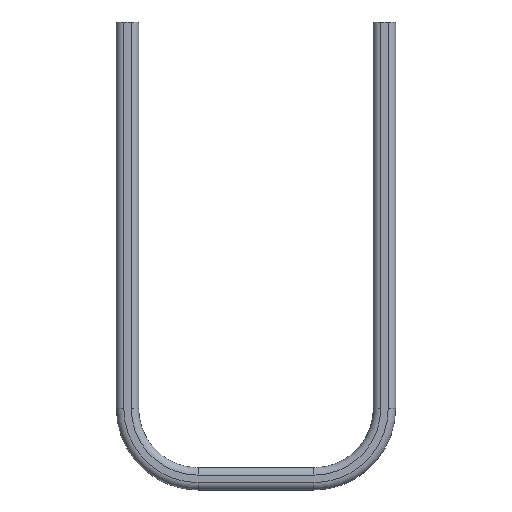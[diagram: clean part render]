
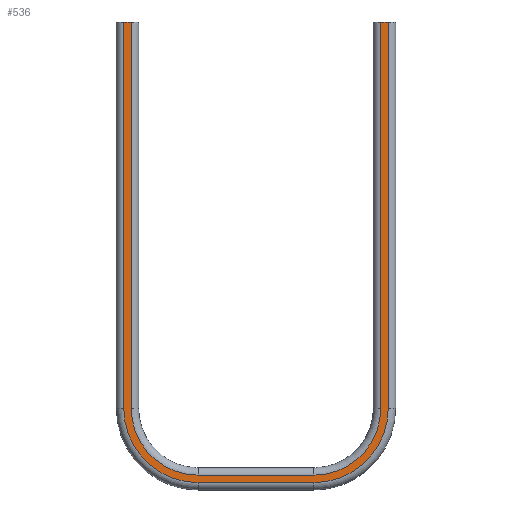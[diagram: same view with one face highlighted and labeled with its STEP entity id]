
A CAD part, front view. The second image highlights one B-rep face of the part: STEP entity #536.
In plain terms, the highlighted planar face has unit normal (0, -1, 0).
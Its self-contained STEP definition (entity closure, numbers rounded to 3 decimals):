
#9 = VERTEX_POINT ( 'NONE', #786 ) ;
#21 = ORIENTED_EDGE ( 'NONE', *, *, #567, .T. ) ;
#35 = EDGE_CURVE ( 'NONE', #868, #531, #335, .T. ) ;
#52 = LINE ( 'NONE', #1022, #900 ) ;
#62 = DIRECTION ( 'NONE',  ( 0., -1., 0. ) ) ;
#68 = LINE ( 'NONE', #553, #119 ) ;
#90 = CARTESIAN_POINT ( 'NONE',  ( 1.95, 0., -7.75 ) ) ;
#96 = DIRECTION ( 'NONE',  ( 0., 0., 1. ) ) ;
#100 = VERTEX_POINT ( 'NONE', #1048 ) ;
#106 = DIRECTION ( 'NONE',  ( 0., 0., -1. ) ) ;
#108 = VERTEX_POINT ( 'NONE', #236 ) ;
#111 = VERTEX_POINT ( 'NONE', #230 ) ;
#113 = CARTESIAN_POINT ( 'NONE',  ( 4.2, 0., 7.5 ) ) ;
#118 = VECTOR ( 'NONE', #387, 1000. ) ;
#119 = VECTOR ( 'NONE', #873, 1000. ) ;
#131 = CARTESIAN_POINT ( 'NONE',  ( -1.95, 0., -5.5 ) ) ;
#139 = CIRCLE ( 'NONE', #1000, 2.5 ) ;
#141 = ORIENTED_EDGE ( 'NONE', *, *, #937, .T. ) ;
#157 = AXIS2_PLACEMENT_3D ( 'NONE', #1038, #955, #394 ) ;
#176 = CARTESIAN_POINT ( 'NONE',  ( 4.45, 0., 7.5 ) ) ;
#204 = AXIS2_PLACEMENT_3D ( 'NONE', #622, #1024, #297 ) ;
#210 = LINE ( 'NONE', #538, #982 ) ;
#228 = LINE ( 'NONE', #550, #118 ) ;
#230 = CARTESIAN_POINT ( 'NONE',  ( -4.45, 0., -5.5 ) ) ;
#236 = CARTESIAN_POINT ( 'NONE',  ( -4.45, 0., 7.5 ) ) ;
#245 = LINE ( 'NONE', #582, #591 ) ;
#247 = LINE ( 'NONE', #1005, #562 ) ;
#249 = EDGE_LOOP ( 'NONE', ( #378, #940, #977, #21, #287, #346, #259, #841, #1021, #141, #509, #825 ) ) ;
#259 = ORIENTED_EDGE ( 'NONE', *, *, #757, .F. ) ;
#263 = EDGE_CURVE ( 'NONE', #108, #111, #245, .T. ) ;
#287 = ORIENTED_EDGE ( 'NONE', *, *, #621, .T. ) ;
#288 = CIRCLE ( 'NONE', #157, 2.5 ) ;
#297 = DIRECTION ( 'NONE',  ( 0., 0., -1. ) ) ;
#330 = LINE ( 'NONE', #176, #630 ) ;
#335 = CIRCLE ( 'NONE', #473, 2.25 ) ;
#346 = ORIENTED_EDGE ( 'NONE', *, *, #664, .T. ) ;
#378 = ORIENTED_EDGE ( 'NONE', *, *, #984, .F. ) ;
#387 = DIRECTION ( 'NONE',  ( 1., 0., 0. ) ) ;
#394 = DIRECTION ( 'NONE',  ( 0., 0., -1. ) ) ;
#427 = CARTESIAN_POINT ( 'NONE',  ( 4.2, 0., -5.5 ) ) ;
#436 = CARTESIAN_POINT ( 'NONE',  ( 4.45, 0., -5.5 ) ) ;
#444 = CARTESIAN_POINT ( 'NONE',  ( 4.2, 0., -5.5 ) ) ;
#453 = DIRECTION ( 'NONE',  ( 0., 0., 1. ) ) ;
#454 = FACE_OUTER_BOUND ( 'NONE', #249, .T. ) ;
#457 = VERTEX_POINT ( 'NONE', #528 ) ;
#462 = CARTESIAN_POINT ( 'NONE',  ( 1.95, 0., -5.5 ) ) ;
#464 = DIRECTION ( 'NONE',  ( 0., 0., -1. ) ) ;
#473 = AXIS2_PLACEMENT_3D ( 'NONE', #719, #643, #464 ) ;
#509 = ORIENTED_EDGE ( 'NONE', *, *, #35, .T. ) ;
#513 = VERTEX_POINT ( 'NONE', #444 ) ;
#528 = CARTESIAN_POINT ( 'NONE',  ( -1.95, 0., -8. ) ) ;
#531 = VERTEX_POINT ( 'NONE', #875 ) ;
#536 = ADVANCED_FACE ( 'NONE', ( #454 ), #805, .T. ) ;
#538 = CARTESIAN_POINT ( 'NONE',  ( -1.95, 0., -7.75 ) ) ;
#541 = EDGE_CURVE ( 'NONE', #513, #680, #1037, .T. ) ;
#550 = CARTESIAN_POINT ( 'NONE',  ( 1.95, 0., -8. ) ) ;
#553 = CARTESIAN_POINT ( 'NONE',  ( -4.7, 0., 7.5 ) ) ;
#562 = VECTOR ( 'NONE', #693, 1000. ) ;
#567 = EDGE_CURVE ( 'NONE', #457, #9, #228, .T. ) ;
#581 = CARTESIAN_POINT ( 'NONE',  ( 4.45, 0., 7.5 ) ) ;
#582 = CARTESIAN_POINT ( 'NONE',  ( -4.45, 0., -5.5 ) ) ;
#591 = VECTOR ( 'NONE', #106, 1000. ) ;
#621 = EDGE_CURVE ( 'NONE', #9, #899, #288, .T. ) ;
#622 = CARTESIAN_POINT ( 'NONE',  ( 1.95, 0., -5.5 ) ) ;
#630 = VECTOR ( 'NONE', #96, 1000. ) ;
#643 = DIRECTION ( 'NONE',  ( 0., 1., 0. ) ) ;
#664 = EDGE_CURVE ( 'NONE', #899, #684, #330, .T. ) ;
#669 = DIRECTION ( 'NONE',  ( 0., 0., -1. ) ) ;
#680 = VERTEX_POINT ( 'NONE', #90 ) ;
#684 = VERTEX_POINT ( 'NONE', #581 ) ;
#693 = DIRECTION ( 'NONE',  ( 1., 0., 0. ) ) ;
#703 = DIRECTION ( 'NONE',  ( 0., -1., 0. ) ) ;
#719 = CARTESIAN_POINT ( 'NONE',  ( -1.95, 0., -5.5 ) ) ;
#722 = DIRECTION ( 'NONE',  ( 0., 0., -1. ) ) ;
#723 = DIRECTION ( 'NONE',  ( 0., 0., -1. ) ) ;
#729 = AXIS2_PLACEMENT_3D ( 'NONE', #462, #703, #723 ) ;
#754 = CARTESIAN_POINT ( 'NONE',  ( -1.95, 0., -7.75 ) ) ;
#757 = EDGE_CURVE ( 'NONE', #912, #684, #247, .T. ) ;
#785 = VECTOR ( 'NONE', #669, 1000. ) ;
#786 = CARTESIAN_POINT ( 'NONE',  ( 1.95, 0., -8. ) ) ;
#793 = DIRECTION ( 'NONE',  ( -1., 0., 0. ) ) ;
#805 = PLANE ( 'NONE',  #729 ) ;
#825 = ORIENTED_EDGE ( 'NONE', *, *, #1014, .T. ) ;
#841 = ORIENTED_EDGE ( 'NONE', *, *, #874, .T. ) ;
#868 = VERTEX_POINT ( 'NONE', #754 ) ;
#873 = DIRECTION ( 'NONE',  ( 1., 0., 0. ) ) ;
#874 = EDGE_CURVE ( 'NONE', #912, #513, #1009, .T. ) ;
#875 = CARTESIAN_POINT ( 'NONE',  ( -4.2, 0., -5.5 ) ) ;
#899 = VERTEX_POINT ( 'NONE', #436 ) ;
#900 = VECTOR ( 'NONE', #453, 1000. ) ;
#912 = VERTEX_POINT ( 'NONE', #113 ) ;
#937 = EDGE_CURVE ( 'NONE', #680, #868, #210, .T. ) ;
#940 = ORIENTED_EDGE ( 'NONE', *, *, #263, .T. ) ;
#955 = DIRECTION ( 'NONE',  ( 0., -1., 0. ) ) ;
#977 = ORIENTED_EDGE ( 'NONE', *, *, #992, .T. ) ;
#982 = VECTOR ( 'NONE', #793, 1000. ) ;
#984 = EDGE_CURVE ( 'NONE', #108, #100, #68, .T. ) ;
#992 = EDGE_CURVE ( 'NONE', #111, #457, #139, .T. ) ;
#1000 = AXIS2_PLACEMENT_3D ( 'NONE', #131, #62, #722 ) ;
#1005 = CARTESIAN_POINT ( 'NONE',  ( 3.95, 0., 7.5 ) ) ;
#1009 = LINE ( 'NONE', #427, #785 ) ;
#1014 = EDGE_CURVE ( 'NONE', #531, #100, #52, .T. ) ;
#1021 = ORIENTED_EDGE ( 'NONE', *, *, #541, .T. ) ;
#1022 = CARTESIAN_POINT ( 'NONE',  ( -4.2, 0., 7.5 ) ) ;
#1024 = DIRECTION ( 'NONE',  ( 0., 1., 0. ) ) ;
#1037 = CIRCLE ( 'NONE', #204, 2.25 ) ;
#1038 = CARTESIAN_POINT ( 'NONE',  ( 1.95, 0., -5.5 ) ) ;
#1048 = CARTESIAN_POINT ( 'NONE',  ( -4.2, 0., 7.5 ) ) ;
